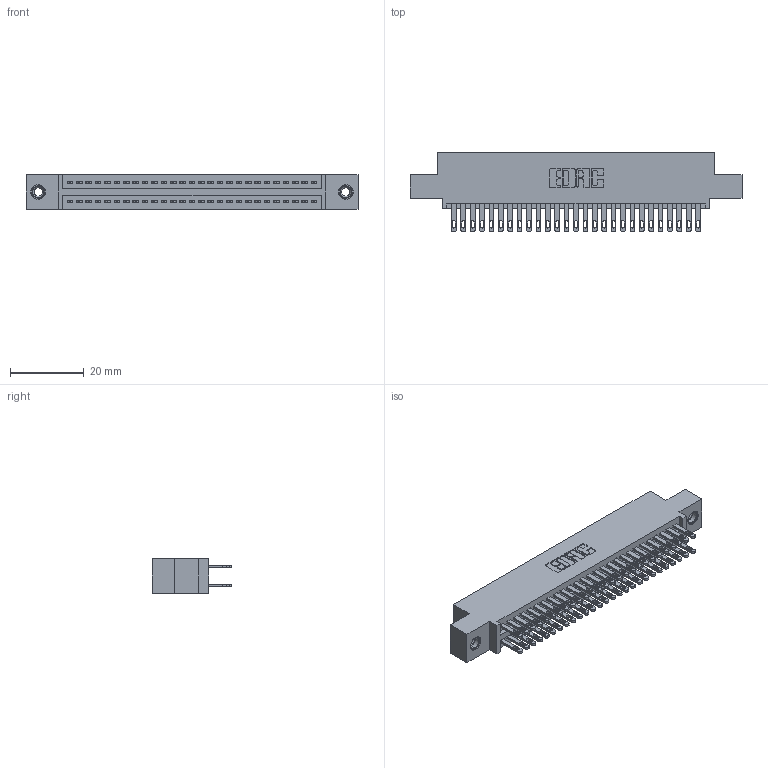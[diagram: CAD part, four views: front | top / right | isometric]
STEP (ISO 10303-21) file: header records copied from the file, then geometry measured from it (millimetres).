
FILE_DESCRIPTION (( 'STEP AP203' ), '1' );
FILE_NAME ('895-054-500-508.STEP', '2020-09-27T13:33:01', ( '' ), ( '' ), 'SwSTEP 2.0', 'SolidWorks 2020', '' );
FILE_SCHEMA (( 'CONFIG_CONTROL_DESIGN' ));
Length unit declared in the file: inch
Products named in the file (4): 345-250-001_345-250-003-102; 845 Part_0.110 Offset - 0.156 Dia-TI; 345-292-001_345-293-100; 895-054-500-508
Assembly tree (57 placements, depth 2):
  895-054-500-508
    845 Part_0.110 Offset - 0.156 Dia-TI
    345-292-001_345-293-100  x54
    345-250-001_345-250-003-102  x2
Bounding box: 89.79 x 21.51 x 9.4 mm (x, y, z)
Volume: 8668.1 mm3; surface area: 13179.4 mm2
Topology: 57 solids, 57 shells, 2674 faces, 8103 edges, 5394 vertices
Faces by surface type: plane 1574, cylinder 1084, cone 12, torus 4
Entity records: 24452 total; most frequent: CARTESIAN_POINT 4095, ORIENTED_EDGE 4022, DIRECTION 3657, EDGE_CURVE 2011, LINE 1747, VECTOR 1747, VERTEX_POINT 1336, AXIS2_PLACEMENT_3D 955
